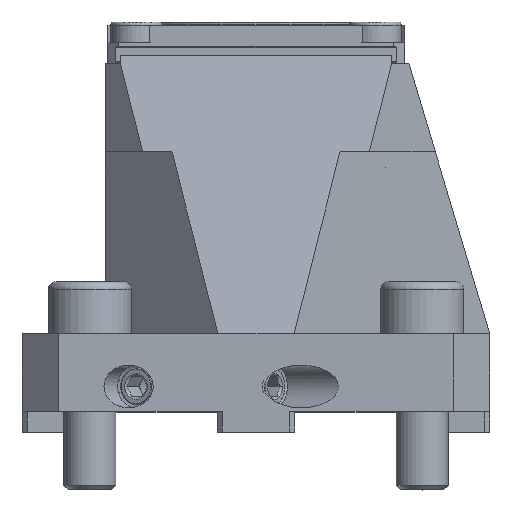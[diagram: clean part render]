
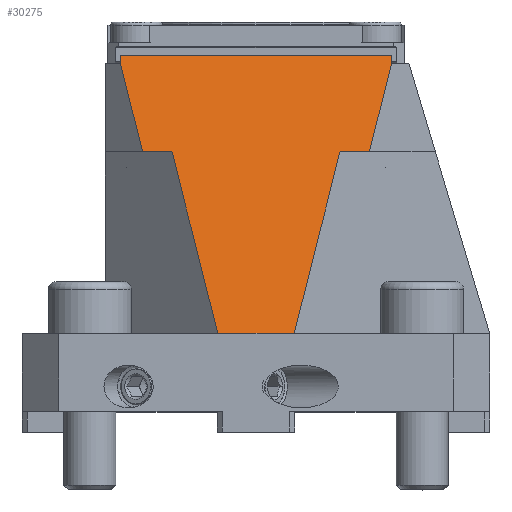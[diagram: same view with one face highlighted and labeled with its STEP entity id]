
A CAD part, top view. The second image highlights one B-rep face of the part: STEP entity #30275.
In plain terms, the highlighted planar face has unit normal (0, 0.245, 0.97).
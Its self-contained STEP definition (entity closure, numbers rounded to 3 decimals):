
#7 = VECTOR ( 'NONE', #19854, 1000. ) ;
#456 = ORIENTED_EDGE ( 'NONE', *, *, #14127, .T. ) ;
#2428 = VERTEX_POINT ( 'NONE', #23553 ) ;
#2674 = EDGE_CURVE ( 'NONE', #3901, #23205, #18766, .T. ) ;
#2678 = DIRECTION ( 'NONE',  ( 0., 0.97, -0.245 ) ) ;
#3127 = DIRECTION ( 'NONE',  ( -0.238, -0.942, 0.238 ) ) ;
#3243 = CARTESIAN_POINT ( 'NONE',  ( 17.124, 53.762, 32.719 ) ) ;
#3594 = DIRECTION ( 'NONE',  ( 0., -0.97, 0.245 ) ) ;
#3678 = VECTOR ( 'NONE', #16933, 1000. ) ;
#3846 = ORIENTED_EDGE ( 'NONE', *, *, #21622, .T. ) ;
#3901 = VERTEX_POINT ( 'NONE', #6752 ) ;
#4402 = VERTEX_POINT ( 'NONE', #25518 ) ;
#4727 = CARTESIAN_POINT ( 'NONE',  ( -45., 68.5, 29. ) ) ;
#4957 = VECTOR ( 'NONE', #12053, 1000. ) ;
#6263 = CARTESIAN_POINT ( 'NONE',  ( 29.5, 67., 29.379 ) ) ;
#6283 = CARTESIAN_POINT ( 'NONE',  ( 26., 65.666, 29.715 ) ) ;
#6420 = VECTOR ( 'NONE', #13450, 1000. ) ;
#6752 = CARTESIAN_POINT ( 'NONE',  ( -7.343, 15., 42.5 ) ) ;
#6797 = ORIENTED_EDGE ( 'NONE', *, *, #10226, .F. ) ;
#7149 = EDGE_CURVE ( 'NONE', #2428, #4402, #12721, .T. ) ;
#7522 = AXIS2_PLACEMENT_3D ( 'NONE', #12798, #29781, #2678 ) ;
#7530 = CARTESIAN_POINT ( 'NONE',  ( -45., 15., 42.5 ) ) ;
#7557 = CARTESIAN_POINT ( 'NONE',  ( -26.121, 67., 29.379 ) ) ;
#7962 = LINE ( 'NONE', #30661, #15237 ) ;
#9788 = CARTESIAN_POINT ( 'NONE',  ( -45., 50., 33.668 ) ) ;
#9904 = LINE ( 'NONE', #6283, #17912 ) ;
#10012 = LINE ( 'NONE', #3243, #25690 ) ;
#10082 = VERTEX_POINT ( 'NONE', #28700 ) ;
#10226 = EDGE_CURVE ( 'NONE', #16869, #11846, #23204, .T. ) ;
#10642 = ORIENTED_EDGE ( 'NONE', *, *, #2674, .F. ) ;
#10674 = ORIENTED_EDGE ( 'NONE', *, *, #29791, .F. ) ;
#10983 = CARTESIAN_POINT ( 'NONE',  ( -16.175, 50., 33.668 ) ) ;
#11241 = ORIENTED_EDGE ( 'NONE', *, *, #17446, .F. ) ;
#11580 = VECTOR ( 'NONE', #31307, 1000. ) ;
#11846 = VERTEX_POINT ( 'NONE', #31251 ) ;
#12053 = DIRECTION ( 'NONE',  ( 1., 0., 0. ) ) ;
#12332 = VERTEX_POINT ( 'NONE', #7557 ) ;
#12377 = PLANE ( 'NONE',  #7522 ) ;
#12721 = LINE ( 'NONE', #24246, #17642 ) ;
#12753 = LINE ( 'NONE', #18457, #24197 ) ;
#12798 = CARTESIAN_POINT ( 'NONE',  ( -45., 68.5, 29. ) ) ;
#13175 = DIRECTION ( 'NONE',  ( -0.238, -0.942, 0.238 ) ) ;
#13450 = DIRECTION ( 'NONE',  ( -1., 0., 0. ) ) ;
#13678 = DIRECTION ( 'NONE',  ( -1., 0., 0. ) ) ;
#14061 = ORIENTED_EDGE ( 'NONE', *, *, #29871, .T. ) ;
#14127 = EDGE_CURVE ( 'NONE', #10082, #23205, #14641, .T. ) ;
#14541 = DIRECTION ( 'NONE',  ( 1., 0., 0. ) ) ;
#14641 = LINE ( 'NONE', #9788, #11580 ) ;
#14835 = FACE_OUTER_BOUND ( 'NONE', #31082, .T. ) ;
#14971 = LINE ( 'NONE', #22506, #7 ) ;
#15237 = VECTOR ( 'NONE', #30456, 1000. ) ;
#15280 = ORIENTED_EDGE ( 'NONE', *, *, #15931, .T. ) ;
#15351 = VERTEX_POINT ( 'NONE', #17569 ) ;
#15931 = EDGE_CURVE ( 'NONE', #3901, #22067, #22549, .T. ) ;
#16869 = VERTEX_POINT ( 'NONE', #19820 ) ;
#16933 = DIRECTION ( 'NONE',  ( 1., 0., 0. ) ) ;
#17124 = CARTESIAN_POINT ( 'NONE',  ( -22.208, 73.907, 27.636 ) ) ;
#17446 = EDGE_CURVE ( 'NONE', #15351, #16869, #14971, .T. ) ;
#17569 = CARTESIAN_POINT ( 'NONE',  ( -26., 67., 29.379 ) ) ;
#17642 = VECTOR ( 'NONE', #14541, 1000. ) ;
#17912 = VECTOR ( 'NONE', #3594, 1000. ) ;
#18457 = CARTESIAN_POINT ( 'NONE',  ( 29.5, 67., 29.379 ) ) ;
#18766 = LINE ( 'NONE', #17124, #25262 ) ;
#19820 = CARTESIAN_POINT ( 'NONE',  ( -26., 68.5, 29. ) ) ;
#19854 = DIRECTION ( 'NONE',  ( 0., 0.97, -0.245 ) ) ;
#20212 = CARTESIAN_POINT ( 'NONE',  ( 26.121, 67., 29.379 ) ) ;
#20448 = CARTESIAN_POINT ( 'NONE',  ( 22.462, 52.496, 33.038 ) ) ;
#21223 = ORIENTED_EDGE ( 'NONE', *, *, #23153, .F. ) ;
#21487 = ORIENTED_EDGE ( 'NONE', *, *, #7149, .T. ) ;
#21622 = EDGE_CURVE ( 'NONE', #27980, #29288, #12753, .T. ) ;
#21861 = EDGE_CURVE ( 'NONE', #2428, #22067, #10012, .T. ) ;
#22067 = VERTEX_POINT ( 'NONE', #26971 ) ;
#22506 = CARTESIAN_POINT ( 'NONE',  ( -26., 65.666, 29.715 ) ) ;
#22549 = LINE ( 'NONE', #7530, #4957 ) ;
#22990 = ORIENTED_EDGE ( 'NONE', *, *, #21861, .F. ) ;
#23153 = EDGE_CURVE ( 'NONE', #11846, #29288, #9904, .T. ) ;
#23204 = LINE ( 'NONE', #4727, #3678 ) ;
#23205 = VERTEX_POINT ( 'NONE', #10983 ) ;
#23553 = CARTESIAN_POINT ( 'NONE',  ( 16.175, 50., 33.668 ) ) ;
#24197 = VECTOR ( 'NONE', #13678, 1000. ) ;
#24246 = CARTESIAN_POINT ( 'NONE',  ( -45., 50., 33.668 ) ) ;
#24598 = DIRECTION ( 'NONE',  ( -0.238, 0.942, -0.238 ) ) ;
#25165 = EDGE_CURVE ( 'NONE', #27980, #4402, #30795, .T. ) ;
#25262 = VECTOR ( 'NONE', #24598, 1000. ) ;
#25518 = CARTESIAN_POINT ( 'NONE',  ( 21.832, 50., 33.668 ) ) ;
#25690 = VECTOR ( 'NONE', #3127, 1000. ) ;
#26706 = LINE ( 'NONE', #6263, #6420 ) ;
#26971 = CARTESIAN_POINT ( 'NONE',  ( 7.343, 15., 42.5 ) ) ;
#27980 = VERTEX_POINT ( 'NONE', #20212 ) ;
#28700 = CARTESIAN_POINT ( 'NONE',  ( -21.832, 50., 33.668 ) ) ;
#28865 = CARTESIAN_POINT ( 'NONE',  ( 26., 67., 29.379 ) ) ;
#29268 = VECTOR ( 'NONE', #13175, 1000. ) ;
#29288 = VERTEX_POINT ( 'NONE', #28865 ) ;
#29781 = DIRECTION ( 'NONE',  ( 0., -0.245, -0.97 ) ) ;
#29791 = EDGE_CURVE ( 'NONE', #10082, #12332, #7962, .T. ) ;
#29871 = EDGE_CURVE ( 'NONE', #15351, #12332, #26706, .T. ) ;
#30275 = ADVANCED_FACE ( 'NONE', ( #14835 ), #12377, .F. ) ;
#30456 = DIRECTION ( 'NONE',  ( -0.238, 0.942, -0.238 ) ) ;
#30661 = CARTESIAN_POINT ( 'NONE',  ( -27.545, 72.641, 27.955 ) ) ;
#30667 = ORIENTED_EDGE ( 'NONE', *, *, #25165, .F. ) ;
#30795 = LINE ( 'NONE', #20448, #29268 ) ;
#31082 = EDGE_LOOP ( 'NONE', ( #10642, #15280, #22990, #21487, #30667, #3846, #21223, #6797, #11241, #14061, #10674, #456 ) ) ;
#31251 = CARTESIAN_POINT ( 'NONE',  ( 26., 68.5, 29. ) ) ;
#31307 = DIRECTION ( 'NONE',  ( 1., 0., 0. ) ) ;
